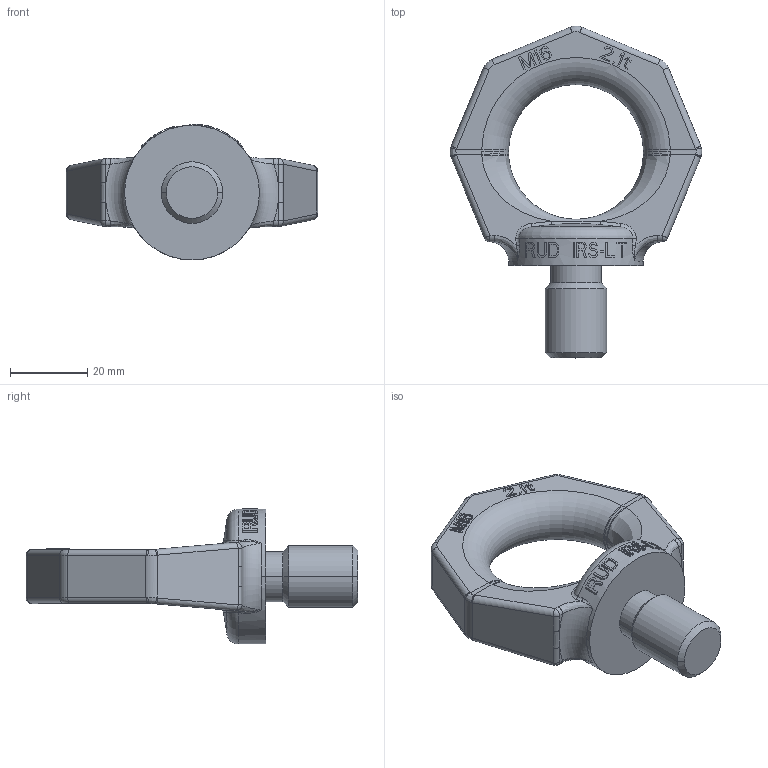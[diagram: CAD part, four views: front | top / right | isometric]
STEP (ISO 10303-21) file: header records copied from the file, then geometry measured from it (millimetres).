
FILE_DESCRIPTION((''),'2;1');
FILE_NAME('001-M35563-P-02_ASM','2018-04-06T',('Roland.Jakubetz'),(''),'PRO/ENGINEER BY PARAMETRIC TECHNOLOGY CORPORATION, 2011490','PRO/ENGINEER BY PARAMETRIC TECHNOLOGY CORPORATION, 2011490','');
FILE_SCHEMA(('CONFIG_CONTROL_DESIGN'));
Length unit declared in the file: millimetre
Products named in the file (3): 001-M35563-P-02; 001-M31075-Y03; 001-M35563-P-02_ASM
Assembly tree (2 placements, depth 2):
  001-M35563-P-02_ASM
    001-M35563-P-02
    001-M31075-Y03
Bounding box: 65.36 x 86.17 x 35.3 mm (x, y, z)
Volume: 38406.4 mm3; surface area: 10624.4 mm2
Topology: 2 solids, 2 shells, 467 faces, 1248 edges, 802 vertices
Faces by surface type: plane 346, cylinder 50, bspline 46, torus 15, cone 6, sphere 4
Entity records: 16804 total; most frequent: CARTESIAN_POINT 5710, ORIENTED_EDGE 2496, DIRECTION 1996, EDGE_CURVE 1248, VERTEX_POINT 802, VECTOR 732, LINE 732, AXIS2_PLACEMENT_3D 632
